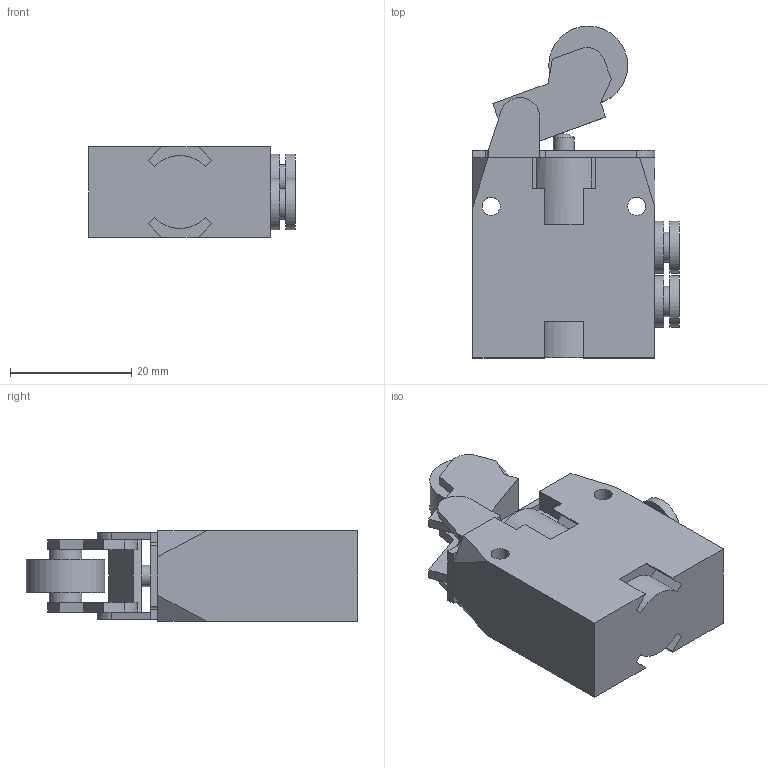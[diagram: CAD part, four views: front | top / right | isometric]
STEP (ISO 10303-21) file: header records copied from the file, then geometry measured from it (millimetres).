
FILE_DESCRIPTION( ( 'STEP AP214' ), '1' );
FILE_NAME( '104.22.2.1_1.LA.stp', '2021-06-14T13:52:22', ( 'License CC BY-ND 4.0' ), ( 'CADENAS' ), ' ', 'PARTsolutions', ' ' );
FILE_SCHEMA( ( 'AUTOMOTIVE_DESIGN { 1 0 10303 214 1 1 1 1 }' ) );
Length unit declared in the file: millimetre
Products named in the file (3): 104.22.2.1/1.LA; _104.22.0.1.L.A; _104.2.1/1
Assembly tree (2 placements, depth 2):
  104.22.2.1/1.LA
    _104.22.0.1.L.A
    _104.2.1/1
Bounding box: 34 x 54.73 x 15 mm (x, y, z)
Volume: 16033.5 mm3; surface area: 7529.8 mm2
Topology: 2 solids, 2 shells, 185 faces, 504 edges, 331 vertices
Faces by surface type: plane 128, cylinder 56, sphere 1
Full cylindrical faces by diameter (mm): 2.45 x4, 3 x2, 3.3 x2, 3.5 x1, 4 x2, 5 x2, 5.4 x2, 8.5 x4, 13 x1
Entity records: 7330 total; most frequent: CARTESIAN_POINT 1135, DIRECTION 958, ORIENTED_EDGE 940, EDGE_CURVE 470, LINE 350, VECTOR 350, VERTEX_POINT 321, AXIS2_PLACEMENT_3D 304
